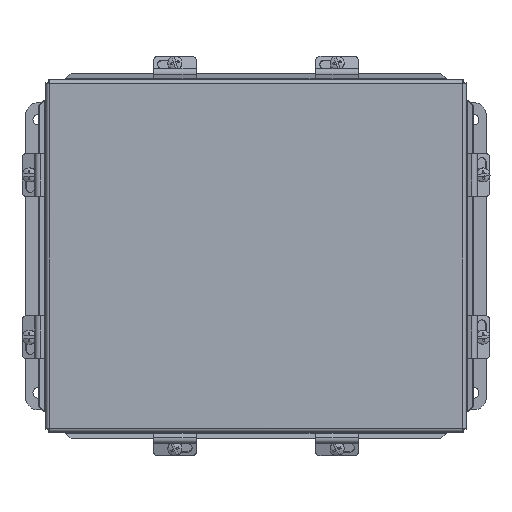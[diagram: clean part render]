
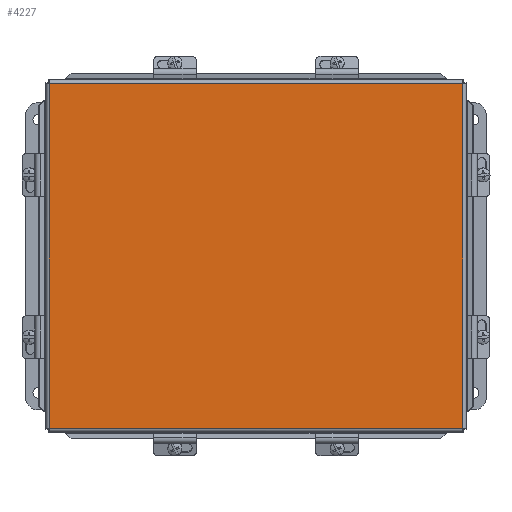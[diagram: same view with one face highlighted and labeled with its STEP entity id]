
A CAD part, top view. The second image highlights one B-rep face of the part: STEP entity #4227.
In plain terms, the highlighted face is planar.
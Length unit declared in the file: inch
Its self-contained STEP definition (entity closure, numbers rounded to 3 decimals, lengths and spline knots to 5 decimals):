
#118 = ORIENTED_EDGE ( 'NONE', *, *, #9343, .T. ) ;
#395 = VERTEX_POINT ( 'NONE', #12612 ) ;
#493 = EDGE_CURVE ( 'NONE', #2553, #10218, #1347, .T. ) ;
#547 = CARTESIAN_POINT ( 'NONE',  ( 10.20475, 12.20475, 0. ) ) ;
#1296 = VECTOR ( 'NONE', #13826, 39.37008 ) ;
#1347 = LINE ( 'NONE', #13864, #1296 ) ;
#2273 = EDGE_CURVE ( 'NONE', #395, #2553, #8713, .T. ) ;
#2553 = VERTEX_POINT ( 'NONE', #8398 ) ;
#2880 = VECTOR ( 'NONE', #6622, 39.37008 ) ;
#3837 = EDGE_LOOP ( 'NONE', ( #8094, #118, #10860, #9289 ) ) ;
#3941 = DIRECTION ( 'NONE',  ( 1., 0., 0. ) ) ;
#3964 = DIRECTION ( 'NONE',  ( 0., 0., 1. ) ) ;
#3989 = CARTESIAN_POINT ( 'NONE',  ( 5.155, 6.155, 0. ) ) ;
#4227 = ADVANCED_FACE ( 'NONE', ( #10106 ), #5780, .F. ) ;
#5505 = LINE ( 'NONE', #12985, #8072 ) ;
#5780 = PLANE ( 'NONE',  #10319 ) ;
#6622 = DIRECTION ( 'NONE',  ( 0., -1., 0. ) ) ;
#6639 = CARTESIAN_POINT ( 'NONE',  ( 10.20475, 0.10525, 0. ) ) ;
#6792 = CARTESIAN_POINT ( 'NONE',  ( 10.20475, 12.20475, 0. ) ) ;
#8072 = VECTOR ( 'NONE', #12505, 39.37008 ) ;
#8094 = ORIENTED_EDGE ( 'NONE', *, *, #8989, .T. ) ;
#8398 = CARTESIAN_POINT ( 'NONE',  ( 0.10525, 12.20475, 0. ) ) ;
#8475 = VERTEX_POINT ( 'NONE', #6639 ) ;
#8554 = VECTOR ( 'NONE', #11729, 39.37008 ) ;
#8713 = LINE ( 'NONE', #12218, #8554 ) ;
#8989 = EDGE_CURVE ( 'NONE', #10218, #8475, #11523, .T. ) ;
#9289 = ORIENTED_EDGE ( 'NONE', *, *, #493, .T. ) ;
#9343 = EDGE_CURVE ( 'NONE', #8475, #395, #5505, .T. ) ;
#10106 = FACE_OUTER_BOUND ( 'NONE', #3837, .T. ) ;
#10218 = VERTEX_POINT ( 'NONE', #547 ) ;
#10319 = AXIS2_PLACEMENT_3D ( 'NONE', #3989, #3964, #3941 ) ;
#10860 = ORIENTED_EDGE ( 'NONE', *, *, #2273, .T. ) ;
#11523 = LINE ( 'NONE', #6792, #2880 ) ;
#11729 = DIRECTION ( 'NONE',  ( 0., 1., 0. ) ) ;
#12218 = CARTESIAN_POINT ( 'NONE',  ( 0.10525, 0.10525, 0. ) ) ;
#12505 = DIRECTION ( 'NONE',  ( -1., 0., 0. ) ) ;
#12612 = CARTESIAN_POINT ( 'NONE',  ( 0.10525, 0.10525, 0. ) ) ;
#12985 = CARTESIAN_POINT ( 'NONE',  ( 10.20475, 0.10525, 0. ) ) ;
#13826 = DIRECTION ( 'NONE',  ( 1., 0., 0. ) ) ;
#13864 = CARTESIAN_POINT ( 'NONE',  ( 0.10525, 12.20475, 0. ) ) ;
